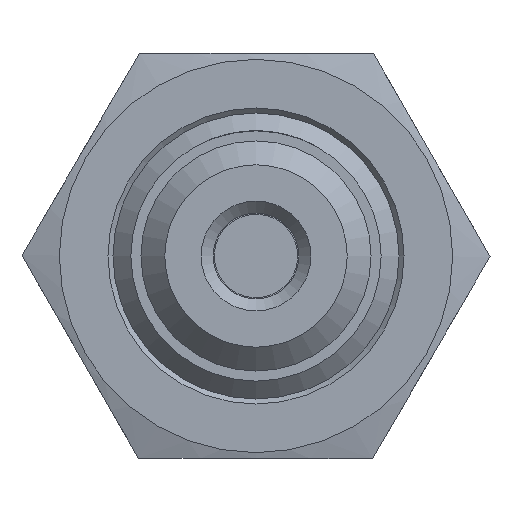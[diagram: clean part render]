
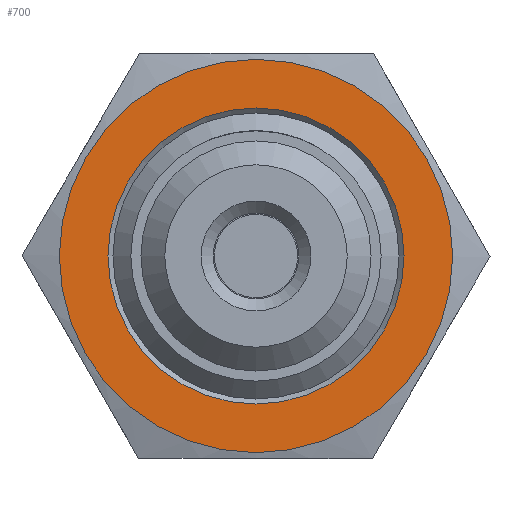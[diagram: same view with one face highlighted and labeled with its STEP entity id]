
A CAD part, front view. The second image highlights one B-rep face of the part: STEP entity #700.
In plain terms, the highlighted planar face has unit normal (0, -1, 0).
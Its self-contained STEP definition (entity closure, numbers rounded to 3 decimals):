
#113=PLANE('',#773);
#141=FACE_BOUND('',#282,.T.);
#170=CIRCLE('',#761,6.209);
#175=CIRCLE('',#769,8.25);
#214=FACE_OUTER_BOUND('',#281,.T.);
#281=EDGE_LOOP('',(#606));
#282=EDGE_LOOP('',(#607));
#394=VERTEX_POINT('',#1158);
#411=VERTEX_POINT('',#1219);
#465=EDGE_CURVE('',#394,#394,#170,.T.);
#482=EDGE_CURVE('',#411,#411,#175,.T.);
#606=ORIENTED_EDGE('',*,*,#482,.T.);
#607=ORIENTED_EDGE('',*,*,#465,.F.);
#700=ADVANCED_FACE('',(#214,#141),#113,.T.);
#761=AXIS2_PLACEMENT_3D('',#1159,#894,#895);
#769=AXIS2_PLACEMENT_3D('',#1220,#910,#911);
#773=AXIS2_PLACEMENT_3D('',#1228,#922,#923);
#894=DIRECTION('center_axis',(0.,-1.,0.));
#895=DIRECTION('ref_axis',(-1.,0.,0.));
#910=DIRECTION('center_axis',(0.,-1.,0.));
#911=DIRECTION('ref_axis',(-0.002,0.,-1.));
#922=DIRECTION('center_axis',(0.,-1.,0.));
#923=DIRECTION('ref_axis',(1.,0.,0.));
#1158=CARTESIAN_POINT('',(6.209,38.25,0.));
#1159=CARTESIAN_POINT('Origin',(0.,38.25,0.));
#1219=CARTESIAN_POINT('',(-0.02,38.25,-8.25));
#1220=CARTESIAN_POINT('Origin',(0.,38.25,0.));
#1228=CARTESIAN_POINT('Origin',(0.,38.25,0.));
